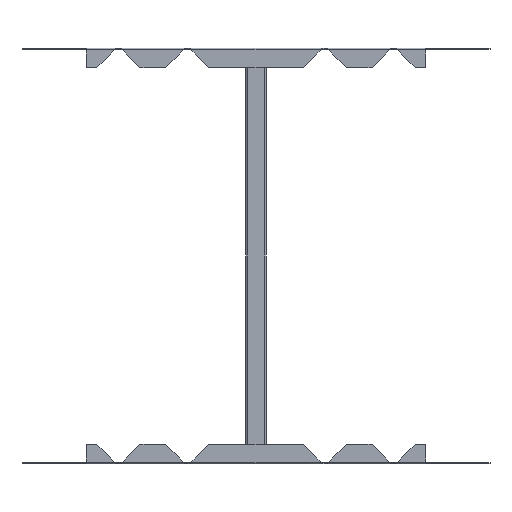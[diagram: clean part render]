
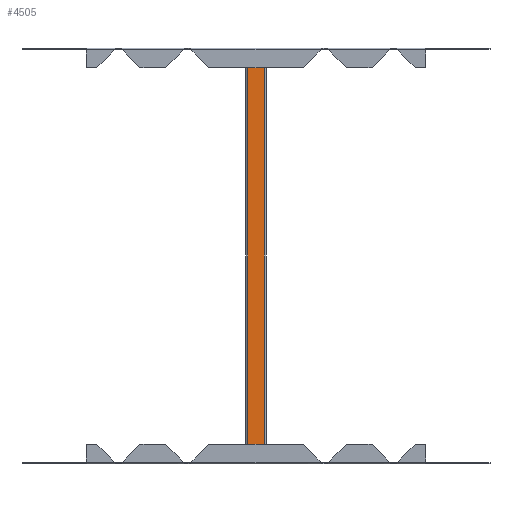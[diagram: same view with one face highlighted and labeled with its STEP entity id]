
A CAD part, front view. The second image highlights one B-rep face of the part: STEP entity #4505.
In plain terms, the highlighted planar face has unit normal (0, -1, 0).
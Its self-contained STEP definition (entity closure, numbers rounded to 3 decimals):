
#43 = VERTEX_POINT ( 'NONE', #9488 ) ;
#232 = DIRECTION ( 'NONE',  ( 1., 0., 0. ) ) ;
#416 = LINE ( 'NONE', #10425, #6647 ) ;
#439 = CARTESIAN_POINT ( 'NONE',  ( -12., 0., -296.5 ) ) ;
#999 = DIRECTION ( 'NONE',  ( -1., 0., 0. ) ) ;
#1035 = DIRECTION ( 'NONE',  ( 0., 1., 0. ) ) ;
#1071 = CARTESIAN_POINT ( 'NONE',  ( -12., 0., -296.5 ) ) ;
#1279 = DIRECTION ( 'NONE',  ( 0., 0., 1. ) ) ;
#1772 = PLANE ( 'NONE',  #9582 ) ;
#1825 = VECTOR ( 'NONE', #232, 1000. ) ;
#1939 = FACE_OUTER_BOUND ( 'NONE', #2212, .T. ) ;
#2212 = EDGE_LOOP ( 'NONE', ( #9731, #9873, #9973, #5000 ) ) ;
#2646 = VECTOR ( 'NONE', #1279, 1000. ) ;
#3503 = EDGE_CURVE ( 'NONE', #7249, #10065, #416, .T. ) ;
#3573 = LINE ( 'NONE', #439, #2646 ) ;
#4505 = ADVANCED_FACE ( 'NONE', ( #1939 ), #1772, .F. ) ;
#4812 = CARTESIAN_POINT ( 'NONE',  ( -12., 0., 296.5 ) ) ;
#5000 = ORIENTED_EDGE ( 'NONE', *, *, #5711, .F. ) ;
#5229 = DIRECTION ( 'NONE',  ( 0., 0., -1. ) ) ;
#5388 = CARTESIAN_POINT ( 'NONE',  ( 12., 0., -296.5 ) ) ;
#5543 = LINE ( 'NONE', #8515, #8229 ) ;
#5711 = EDGE_CURVE ( 'NONE', #8372, #43, #9757, .T. ) ;
#6647 = VECTOR ( 'NONE', #8772, 1000. ) ;
#7168 = CARTESIAN_POINT ( 'NONE',  ( -12., 0., -296.5 ) ) ;
#7249 = VERTEX_POINT ( 'NONE', #5388 ) ;
#7607 = EDGE_CURVE ( 'NONE', #10065, #8372, #3573, .T. ) ;
#8229 = VECTOR ( 'NONE', #5229, 1000. ) ;
#8372 = VERTEX_POINT ( 'NONE', #4812 ) ;
#8515 = CARTESIAN_POINT ( 'NONE',  ( 12., 0., -296.5 ) ) ;
#8772 = DIRECTION ( 'NONE',  ( -1., 0., 0. ) ) ;
#8915 = EDGE_CURVE ( 'NONE', #43, #7249, #5543, .T. ) ;
#9488 = CARTESIAN_POINT ( 'NONE',  ( 12., 0., 296.5 ) ) ;
#9582 = AXIS2_PLACEMENT_3D ( 'NONE', #1071, #1035, #999 ) ;
#9731 = ORIENTED_EDGE ( 'NONE', *, *, #7607, .F. ) ;
#9757 = LINE ( 'NONE', #10085, #1825 ) ;
#9873 = ORIENTED_EDGE ( 'NONE', *, *, #3503, .F. ) ;
#9973 = ORIENTED_EDGE ( 'NONE', *, *, #8915, .F. ) ;
#10065 = VERTEX_POINT ( 'NONE', #7168 ) ;
#10085 = CARTESIAN_POINT ( 'NONE',  ( 13.5, 0., 296.5 ) ) ;
#10425 = CARTESIAN_POINT ( 'NONE',  ( -13.5, 0., -296.5 ) ) ;
